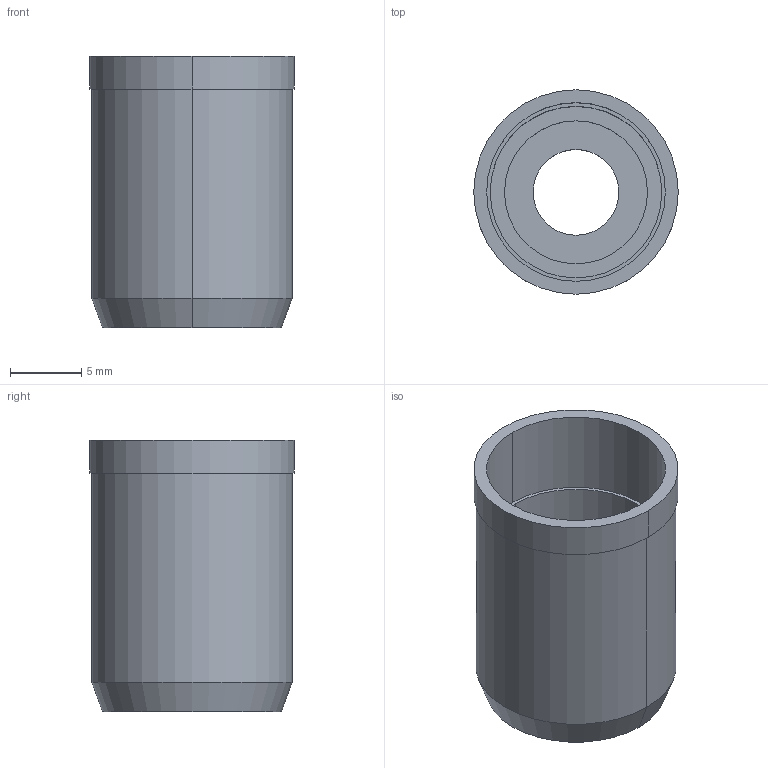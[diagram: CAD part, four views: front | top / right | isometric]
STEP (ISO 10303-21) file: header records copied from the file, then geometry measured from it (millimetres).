
FILE_DESCRIPTION((''),'2;1');
FILE_NAME('MGN6S-PS6','2019-09-05T',('ykawabe'),(''),'CREO PARAMETRIC BY PTC INC, 2016380','CREO PARAMETRIC BY PTC INC, 2016380','');
FILE_SCHEMA(('AUTOMOTIVE_DESIGN { 1 0 10303 214 1 1 1 1 }'));
Length unit declared in the file: millimetre
Products named in the file (1): MGN6S-PS6
Bounding box: 14.3 x 14.3 x 19 mm (x, y, z)
Volume: 1059.9 mm3; surface area: 1720.3 mm2
Topology: 1 solids, 1 shells, 20 faces, 40 edges, 26 vertices
Faces by surface type: cylinder 12, plane 6, cone 2
Entity records: 815 total; most frequent: DIRECTION 116, CARTESIAN_POINT 93, ORIENTED_EDGE 80, AXIS2_PLACEMENT_3D 51, PRESENTATION_STYLE_ASSIGNMENT 45, STYLED_ITEM 45, CURVE_STYLE 44, EDGE_CURVE 40
